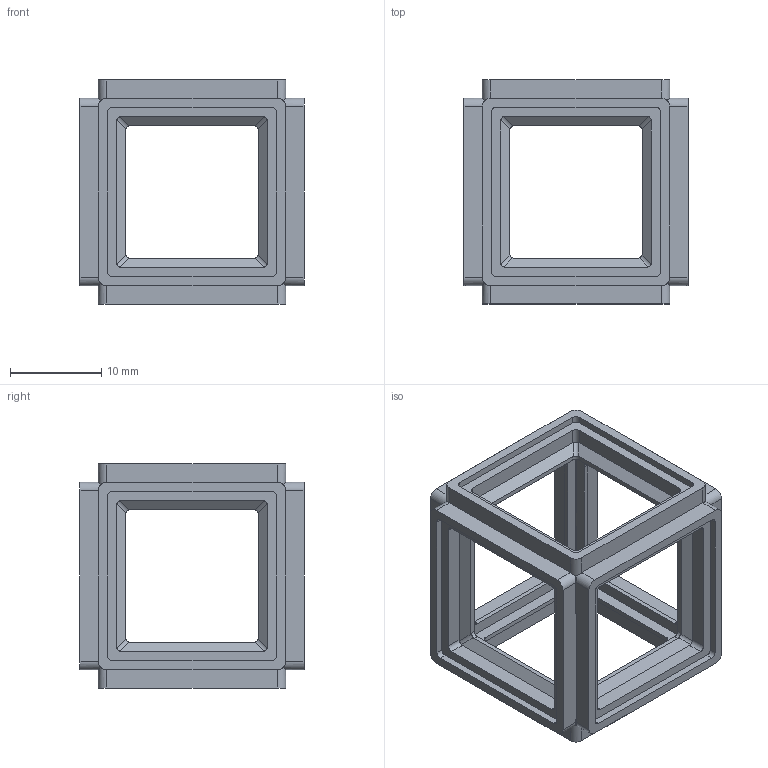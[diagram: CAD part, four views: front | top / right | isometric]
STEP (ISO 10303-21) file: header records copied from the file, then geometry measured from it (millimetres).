
FILE_DESCRIPTION (( 'STEP AP214' ), '1' );
FILE_NAME ('750-0999-001 Rev2.STEP', '2022-10-26T23:13:08', ( '' ), ( '' ), 'SwSTEP 2.0', 'SolidWorks 2021', '' );
FILE_SCHEMA (( 'AUTOMOTIVE_DESIGN' ));
Length unit declared in the file: millimetre
Products named in the file (1): 750-0999-001 Rev2
Bounding box: 24.5 x 24.5 x 24.5 mm (x, y, z)
Volume: 2646.1 mm3; surface area: 4611.9 mm2
Topology: 2 solids, 2 shells, 314 faces, 872 edges, 568 vertices
Faces by surface type: plane 194, cylinder 120
Entity records: 9963 total; most frequent: CARTESIAN_POINT 2295, ORIENTED_EDGE 1744, DIRECTION 1442, EDGE_CURVE 872, VECTOR 572, LINE 572, VERTEX_POINT 568, AXIS2_PLACEMENT_3D 435
